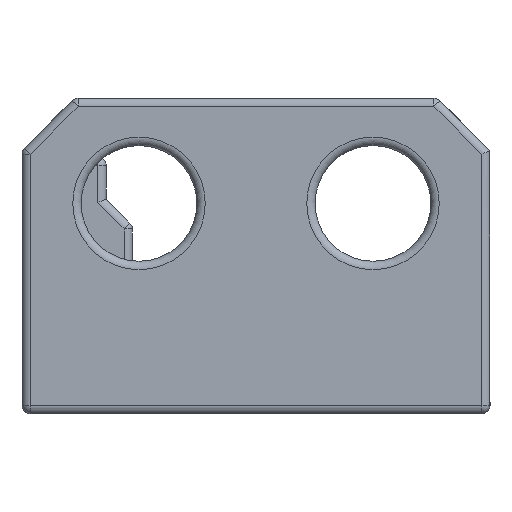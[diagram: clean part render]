
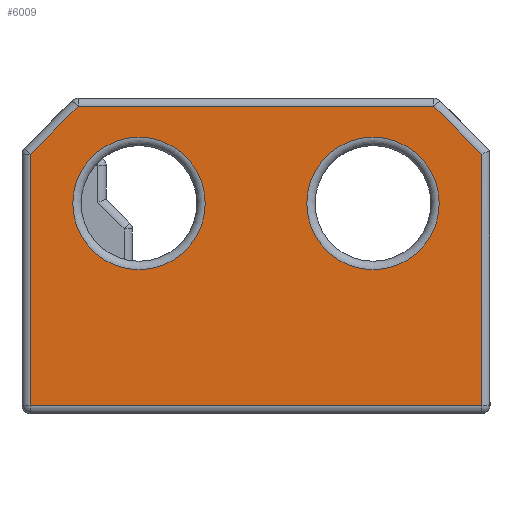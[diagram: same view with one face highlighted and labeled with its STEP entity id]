
A CAD part, left-side view. The second image highlights one B-rep face of the part: STEP entity #6009.
In plain terms, the highlighted planar face has unit normal (-1, 0, 0).
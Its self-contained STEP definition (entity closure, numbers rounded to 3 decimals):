
#15=FACE_BOUND('',#2103,.T.);
#16=FACE_BOUND('',#2104,.T.);
#40=PLANE('',#6622);
#249=LINE('',#8997,#838);
#252=LINE('',#9009,#841);
#261=LINE('',#9073,#850);
#384=LINE('',#9584,#973);
#386=LINE('',#9587,#975);
#397=LINE('',#9617,#986);
#838=VECTOR('',#7079,10.);
#841=VECTOR('',#7094,10.);
#850=VECTOR('',#7165,10.);
#973=VECTOR('',#7768,10.);
#975=VECTOR('',#7772,10.);
#986=VECTOR('',#7801,10.);
#1734=FACE_OUTER_BOUND('',#2102,.T.);
#2102=EDGE_LOOP('',(#4776,#4777,#4778,#4779,#4780,#4781));
#2103=EDGE_LOOP('',(#4782));
#2104=EDGE_LOOP('',(#4783));
#2508=CIRCLE('',#6623,3.15);
#2509=CIRCLE('',#6624,3.15);
#2620=VERTEX_POINT('',#8929);
#2641=VERTEX_POINT('',#8989);
#2646=VERTEX_POINT('',#9005);
#2670=VERTEX_POINT('',#9072);
#2673=VERTEX_POINT('',#9079);
#2696=VERTEX_POINT('',#9150);
#2866=VERTEX_POINT('',#9788);
#2867=VERTEX_POINT('',#9790);
#3192=EDGE_CURVE('',#2641,#2620,#249,.T.);
#3198=EDGE_CURVE('',#2620,#2646,#252,.T.);
#3228=EDGE_CURVE('',#2646,#2670,#261,.T.);
#3491=EDGE_CURVE('',#2670,#2696,#384,.T.);
#3493=EDGE_CURVE('',#2696,#2673,#386,.T.);
#3508=EDGE_CURVE('',#2673,#2641,#397,.T.);
#3599=EDGE_CURVE('',#2866,#2866,#2508,.T.);
#3600=EDGE_CURVE('',#2867,#2867,#2509,.T.);
#4776=ORIENTED_EDGE('',*,*,#3192,.F.);
#4777=ORIENTED_EDGE('',*,*,#3508,.F.);
#4778=ORIENTED_EDGE('',*,*,#3493,.F.);
#4779=ORIENTED_EDGE('',*,*,#3491,.F.);
#4780=ORIENTED_EDGE('',*,*,#3228,.F.);
#4781=ORIENTED_EDGE('',*,*,#3198,.F.);
#4782=ORIENTED_EDGE('',*,*,#3599,.F.);
#4783=ORIENTED_EDGE('',*,*,#3600,.F.);
#6009=ADVANCED_FACE('',(#1734,#15,#16),#40,.T.);
#6622=AXIS2_PLACEMENT_3D('',#9787,#7970,#7971);
#6623=AXIS2_PLACEMENT_3D('',#9789,#7972,#7973);
#6624=AXIS2_PLACEMENT_3D('',#9791,#7974,#7975);
#7079=DIRECTION('',(0.,-0.707,0.707));
#7094=DIRECTION('',(0.,-1.,0.));
#7165=DIRECTION('',(0.,-0.707,-0.707));
#7768=DIRECTION('',(0.,0.,-1.));
#7772=DIRECTION('',(0.,1.,0.));
#7801=DIRECTION('',(0.,0.,1.));
#7970=DIRECTION('center_axis',(-1.,0.,0.));
#7971=DIRECTION('ref_axis',(0.,-1.,0.));
#7972=DIRECTION('center_axis',(-1.,0.,0.));
#7973=DIRECTION('ref_axis',(0.,1.,0.));
#7974=DIRECTION('center_axis',(-1.,0.,0.));
#7975=DIRECTION('ref_axis',(0.,1.,0.));
#8929=CARTESIAN_POINT('',(12.25,8.318,10.507));
#8989=CARTESIAN_POINT('',(12.25,10.584,8.241));
#8997=CARTESIAN_POINT('',(12.25,13.201,5.624));
#9005=CARTESIAN_POINT('',(12.25,-8.601,10.507));
#9009=CARTESIAN_POINT('',(12.25,5.421,10.507));
#9072=CARTESIAN_POINT('',(12.25,-10.866,8.241));
#9073=CARTESIAN_POINT('',(12.25,-7.921,11.187));
#9079=CARTESIAN_POINT('',(12.25,10.584,-3.693));
#9150=CARTESIAN_POINT('',(12.25,-10.866,-3.693));
#9584=CARTESIAN_POINT('',(12.25,-10.866,-4.093));
#9587=CARTESIAN_POINT('',(12.25,8.484,-3.693));
#9617=CARTESIAN_POINT('',(12.25,10.584,-4.093));
#9787=CARTESIAN_POINT('Origin',(12.25,10.984,-4.093));
#9788=CARTESIAN_POINT('',(12.25,-5.704,9.057));
#9789=CARTESIAN_POINT('Origin',(12.25,-5.704,5.907));
#9790=CARTESIAN_POINT('',(12.25,5.421,9.057));
#9791=CARTESIAN_POINT('Origin',(12.25,5.421,5.907));
